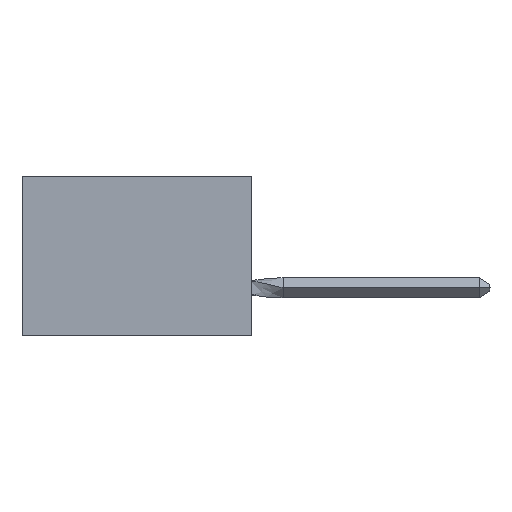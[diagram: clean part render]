
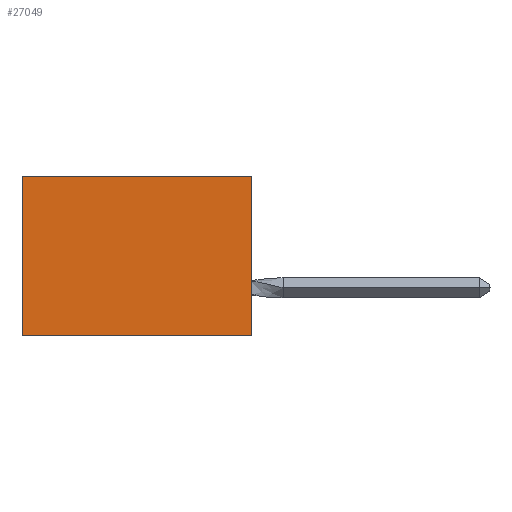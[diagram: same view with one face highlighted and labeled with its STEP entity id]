
A CAD part, left-side view. The second image highlights one B-rep face of the part: STEP entity #27049.
In plain terms, the highlighted planar face has unit normal (-1, 0, 0).
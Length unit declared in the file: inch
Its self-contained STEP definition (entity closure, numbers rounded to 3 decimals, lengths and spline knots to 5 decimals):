
#1586 = LINE ( 'NONE', #6134, #16815 ) ;
#3474 = EDGE_CURVE ( 'NONE', #6805, #21451, #5198, .T. ) ;
#3808 = ORIENTED_EDGE ( 'NONE', *, *, #3474, .T. ) ;
#4139 = FACE_OUTER_BOUND ( 'NONE', #22433, .T. ) ;
#5198 = LINE ( 'NONE', #23218, #5541 ) ;
#5420 = CARTESIAN_POINT ( 'NONE',  ( 0.305, 0.72, 0. ) ) ;
#5541 = VECTOR ( 'NONE', #25442, 39.37008 ) ;
#5717 = ORIENTED_EDGE ( 'NONE', *, *, #23432, .F. ) ;
#6134 = CARTESIAN_POINT ( 'NONE',  ( 0.305, 0., -0.5 ) ) ;
#6784 = PLANE ( 'NONE',  #11687 ) ;
#6805 = VERTEX_POINT ( 'NONE', #9009 ) ;
#7083 = ORIENTED_EDGE ( 'NONE', *, *, #26612, .T. ) ;
#8327 = DIRECTION ( 'NONE',  ( 0., 0., -1. ) ) ;
#9009 = CARTESIAN_POINT ( 'NONE',  ( 0.305, 0., 0. ) ) ;
#10275 = DIRECTION ( 'NONE',  ( 0., 1., 0. ) ) ;
#11687 = AXIS2_PLACEMENT_3D ( 'NONE', #24390, #18041, #17852 ) ;
#11702 = VECTOR ( 'NONE', #8327, 39.37008 ) ;
#11832 = CARTESIAN_POINT ( 'NONE',  ( 0.305, 0., -0.5 ) ) ;
#12702 = CARTESIAN_POINT ( 'NONE',  ( 0.305, 0.72, -0.5 ) ) ;
#12821 = CARTESIAN_POINT ( 'NONE',  ( 0.305, 0.72, -0.5 ) ) ;
#13090 = ORIENTED_EDGE ( 'NONE', *, *, #23528, .F. ) ;
#14367 = DIRECTION ( 'NONE',  ( 0., 0., -1. ) ) ;
#16815 = VECTOR ( 'NONE', #10275, 39.37008 ) ;
#17852 = DIRECTION ( 'NONE',  ( 0., 0., -1. ) ) ;
#18041 = DIRECTION ( 'NONE',  ( 1., 0., 0. ) ) ;
#19353 = LINE ( 'NONE', #12702, #11702 ) ;
#21451 = VERTEX_POINT ( 'NONE', #5420 ) ;
#21579 = VERTEX_POINT ( 'NONE', #12821 ) ;
#22022 = VECTOR ( 'NONE', #14367, 39.37008 ) ;
#22029 = CARTESIAN_POINT ( 'NONE',  ( 0.305, 0., -0.5 ) ) ;
#22433 = EDGE_LOOP ( 'NONE', ( #7083, #5717, #13090, #3808 ) ) ;
#23218 = CARTESIAN_POINT ( 'NONE',  ( 0.305, 0., 0. ) ) ;
#23432 = EDGE_CURVE ( 'NONE', #28475, #21579, #1586, .T. ) ;
#23528 = EDGE_CURVE ( 'NONE', #6805, #28475, #24063, .T. ) ;
#24063 = LINE ( 'NONE', #22029, #22022 ) ;
#24390 = CARTESIAN_POINT ( 'NONE',  ( 0.305, 0., -0.5 ) ) ;
#25442 = DIRECTION ( 'NONE',  ( 0., 1., 0. ) ) ;
#26612 = EDGE_CURVE ( 'NONE', #21451, #21579, #19353, .T. ) ;
#27049 = ADVANCED_FACE ( 'NONE', ( #4139 ), #6784, .F. ) ;
#28475 = VERTEX_POINT ( 'NONE', #11832 ) ;
